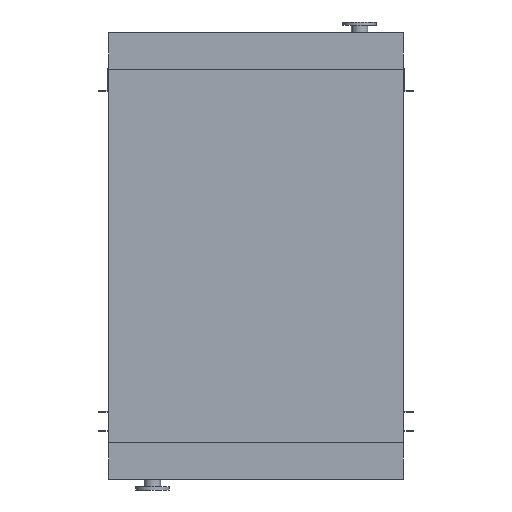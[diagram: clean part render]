
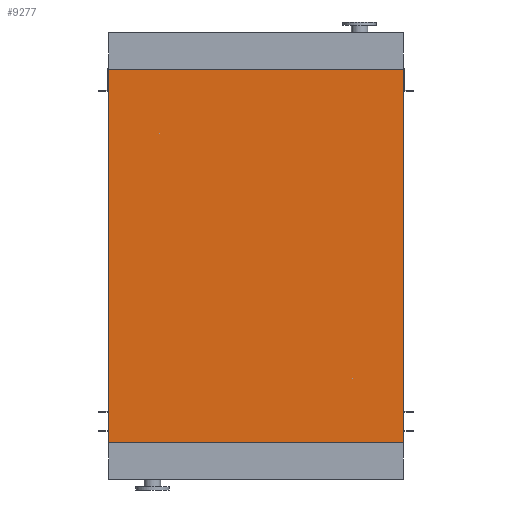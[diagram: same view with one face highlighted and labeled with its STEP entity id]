
A CAD part, front view. The second image highlights one B-rep face of the part: STEP entity #9277.
In plain terms, the highlighted planar face has unit normal (0, -1, 0).
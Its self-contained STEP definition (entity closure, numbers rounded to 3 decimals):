
#263 = DIRECTION ( 'NONE',  ( 1., 0., 0. ) ) ;
#363 = VECTOR ( 'NONE', #544, 1000. ) ;
#544 = DIRECTION ( 'NONE',  ( 0., 0., 1. ) ) ;
#741 = EDGE_CURVE ( 'NONE', #9854, #11274, #8218, .T. ) ;
#953 = EDGE_CURVE ( 'NONE', #2551, #14367, #12185, .T. ) ;
#970 = FACE_OUTER_BOUND ( 'NONE', #10612, .T. ) ;
#1747 = CARTESIAN_POINT ( 'NONE',  ( 965., 0., -2450. ) ) ;
#2037 = CARTESIAN_POINT ( 'NONE',  ( -965., 0., -2450. ) ) ;
#2551 = VERTEX_POINT ( 'NONE', #13475 ) ;
#4164 = ORIENTED_EDGE ( 'NONE', *, *, #953, .T. ) ;
#5131 = LINE ( 'NONE', #13170, #8950 ) ;
#6088 = EDGE_CURVE ( 'NONE', #2551, #9854, #5131, .T. ) ;
#6384 = CARTESIAN_POINT ( 'NONE',  ( 965., 0., -2450. ) ) ;
#6817 = PLANE ( 'NONE',  #10653 ) ;
#7527 = DIRECTION ( 'NONE',  ( 0., 0., 1. ) ) ;
#7847 = CARTESIAN_POINT ( 'NONE',  ( 965., 0., 0. ) ) ;
#7904 = EDGE_CURVE ( 'NONE', #14367, #11274, #9862, .T. ) ;
#7943 = DIRECTION ( 'NONE',  ( 0., -1., 0. ) ) ;
#8126 = ORIENTED_EDGE ( 'NONE', *, *, #7904, .T. ) ;
#8218 = LINE ( 'NONE', #10824, #14788 ) ;
#8787 = CARTESIAN_POINT ( 'NONE',  ( -965., 0., -2450. ) ) ;
#8950 = VECTOR ( 'NONE', #7527, 1000. ) ;
#9277 = ADVANCED_FACE ( 'NONE', ( #970 ), #6817, .T. ) ;
#9854 = VERTEX_POINT ( 'NONE', #11587 ) ;
#9862 = LINE ( 'NONE', #6384, #363 ) ;
#10612 = EDGE_LOOP ( 'NONE', ( #13164, #14579, #4164, #8126 ) ) ;
#10653 = AXIS2_PLACEMENT_3D ( 'NONE', #8787, #7943, #14625 ) ;
#10824 = CARTESIAN_POINT ( 'NONE',  ( -965., 0., 0. ) ) ;
#10958 = VECTOR ( 'NONE', #12261, 1000. ) ;
#11274 = VERTEX_POINT ( 'NONE', #7847 ) ;
#11587 = CARTESIAN_POINT ( 'NONE',  ( -965., 0., 0. ) ) ;
#12185 = LINE ( 'NONE', #2037, #10958 ) ;
#12261 = DIRECTION ( 'NONE',  ( 1., 0., 0. ) ) ;
#13164 = ORIENTED_EDGE ( 'NONE', *, *, #741, .F. ) ;
#13170 = CARTESIAN_POINT ( 'NONE',  ( -965., 0., -2450. ) ) ;
#13475 = CARTESIAN_POINT ( 'NONE',  ( -965., 0., -2450. ) ) ;
#14367 = VERTEX_POINT ( 'NONE', #1747 ) ;
#14579 = ORIENTED_EDGE ( 'NONE', *, *, #6088, .F. ) ;
#14625 = DIRECTION ( 'NONE',  ( 0., 0., -1. ) ) ;
#14788 = VECTOR ( 'NONE', #263, 1000. ) ;
